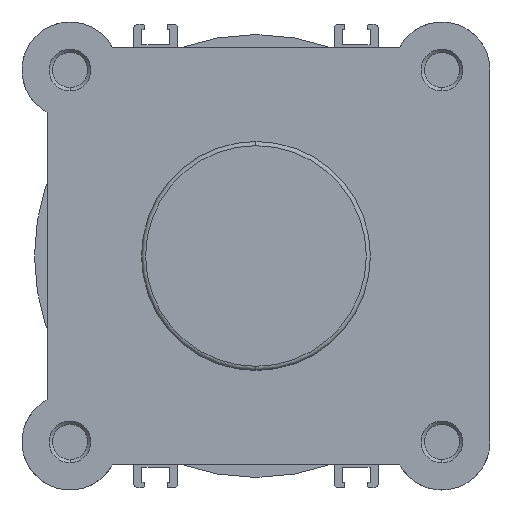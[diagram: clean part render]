
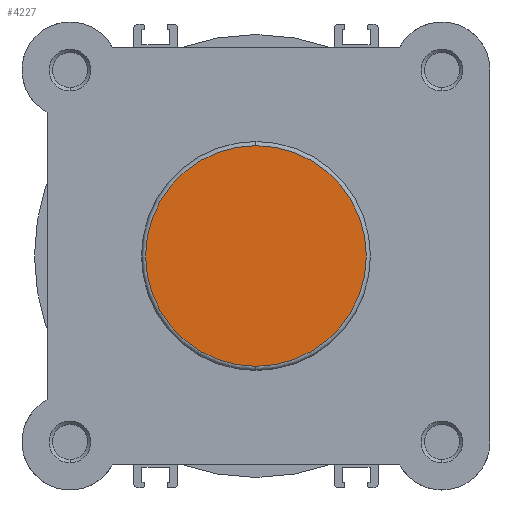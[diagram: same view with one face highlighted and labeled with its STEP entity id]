
A CAD part, left-side view. The second image highlights one B-rep face of the part: STEP entity #4227.
In plain terms, the highlighted planar face has unit normal (-1, 0, 0).
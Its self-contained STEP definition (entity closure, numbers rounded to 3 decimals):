
#246 = FACE_OUTER_BOUND ( 'NONE', #1646, .T. ) ;
#1228 = CARTESIAN_POINT ( 'NONE',  ( 0., 0., -26.4 ) ) ;
#1321 = CARTESIAN_POINT ( 'NONE',  ( 0., 0., 26.4 ) ) ;
#1646 = EDGE_LOOP ( 'NONE', ( #3038, #3039 ) ) ;
#1781 = CIRCLE ( 'NONE', #3823, 26.4 ) ;
#1897 = CIRCLE ( 'NONE', #3847, 26.4 ) ;
#3038 = ORIENTED_EDGE ( 'NONE', *, *, #3235, .T. ) ;
#3039 = ORIENTED_EDGE ( 'NONE', *, *, #3306, .T. ) ;
#3235 = EDGE_CURVE ( 'NONE', #7565, #7658, #1781, .T. ) ;
#3306 = EDGE_CURVE ( 'NONE', #7658, #7565, #1897, .T. ) ;
#3823 = AXIS2_PLACEMENT_3D ( 'NONE', #5944, #5945, #5946 ) ;
#3847 = AXIS2_PLACEMENT_3D ( 'NONE', #6111, #6112, #6113 ) ;
#4126 = AXIS2_PLACEMENT_3D ( 'NONE', #5055, #5061, #5062 ) ;
#4227 = ADVANCED_FACE ( 'NONE', ( #246 ), #5052, .F. ) ;
#5052 = PLANE ( 'NONE',  #4126 ) ;
#5055 = CARTESIAN_POINT ( 'NONE',  ( 0., 27.4, 0. ) ) ;
#5061 = DIRECTION ( 'NONE',  ( 1., 0., 0. ) ) ;
#5062 = DIRECTION ( 'NONE',  ( 0., 0., -1. ) ) ;
#5944 = CARTESIAN_POINT ( 'NONE',  ( 0., 0., 0. ) ) ;
#5945 = DIRECTION ( 'NONE',  ( -1., 0., 0. ) ) ;
#5946 = DIRECTION ( 'NONE',  ( 0., 0., -1. ) ) ;
#6111 = CARTESIAN_POINT ( 'NONE',  ( 0., 0., 0. ) ) ;
#6112 = DIRECTION ( 'NONE',  ( -1., 0., 0. ) ) ;
#6113 = DIRECTION ( 'NONE',  ( 0., 0., -1. ) ) ;
#7565 = VERTEX_POINT ( 'NONE', #1228 ) ;
#7658 = VERTEX_POINT ( 'NONE', #1321 ) ;
